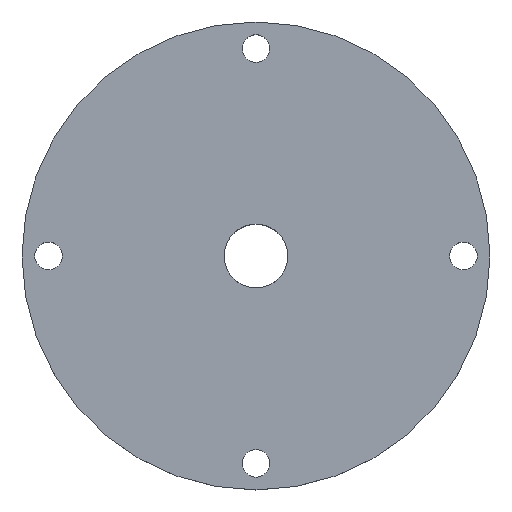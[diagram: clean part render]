
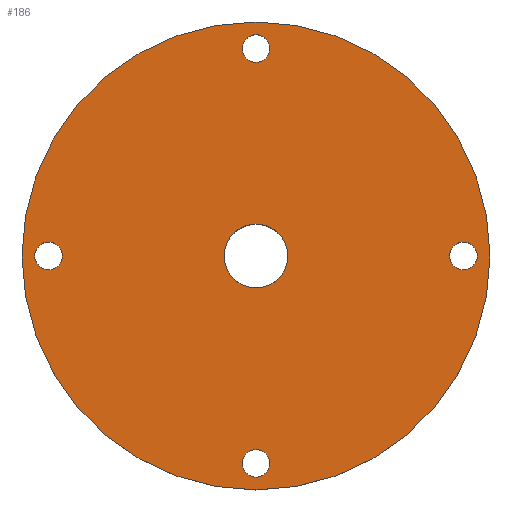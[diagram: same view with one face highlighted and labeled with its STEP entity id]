
A CAD part, top view. The second image highlights one B-rep face of the part: STEP entity #186.
In plain terms, the highlighted planar face has unit normal (0, 0, 1).
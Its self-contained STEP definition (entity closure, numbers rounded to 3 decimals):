
#10 = DIRECTION ( 'NONE',  ( 0., 0., 1. ) ) ;
#13 = ORIENTED_EDGE ( 'NONE', *, *, #69, .F. ) ;
#24 = FACE_OUTER_BOUND ( 'NONE', #303, .T. ) ;
#27 = VERTEX_POINT ( 'NONE', #483 ) ;
#32 = CIRCLE ( 'NONE', #118, 2.6 ) ;
#48 = ORIENTED_EDGE ( 'NONE', *, *, #409, .F. ) ;
#52 = DIRECTION ( 'NONE',  ( 1., 0., 0. ) ) ;
#66 = AXIS2_PLACEMENT_3D ( 'NONE', #453, #552, #129 ) ;
#69 = EDGE_CURVE ( 'NONE', #791, #987, #809, .T. ) ;
#78 = DIRECTION ( 'NONE',  ( 0., 0., 1. ) ) ;
#81 = DIRECTION ( 'NONE',  ( 1., 0., 0. ) ) ;
#95 = CIRCLE ( 'NONE', #400, 2.6 ) ;
#101 = DIRECTION ( 'NONE',  ( 0., 0., 1. ) ) ;
#105 = ORIENTED_EDGE ( 'NONE', *, *, #197, .F. ) ;
#108 = EDGE_LOOP ( 'NONE', ( #105, #368 ) ) ;
#115 = AXIS2_PLACEMENT_3D ( 'NONE', #406, #243, #752 ) ;
#118 = AXIS2_PLACEMENT_3D ( 'NONE', #925, #10, #124 ) ;
#124 = DIRECTION ( 'NONE',  ( 1., 0., 0. ) ) ;
#129 = DIRECTION ( 'NONE',  ( 1., 0., 0. ) ) ;
#141 = CARTESIAN_POINT ( 'NONE',  ( 44., 0., 4. ) ) ;
#142 = DIRECTION ( 'NONE',  ( 0., 0., 1. ) ) ;
#172 = VERTEX_POINT ( 'NONE', #178 ) ;
#173 = DIRECTION ( 'NONE',  ( 0., 0., 1. ) ) ;
#174 = EDGE_CURVE ( 'NONE', #828, #460, #349, .T. ) ;
#175 = DIRECTION ( 'NONE',  ( 1., 0., 0. ) ) ;
#178 = CARTESIAN_POINT ( 'NONE',  ( -2.6, -39., 4. ) ) ;
#183 = CARTESIAN_POINT ( 'NONE',  ( 6., 0., 4. ) ) ;
#186 = ADVANCED_FACE ( 'NONE', ( #261, #500, #24, #977, #659, #994 ), #495, .T. ) ;
#194 = DIRECTION ( 'NONE',  ( 0., 0., 1. ) ) ;
#197 = EDGE_CURVE ( 'NONE', #460, #828, #492, .T. ) ;
#200 = EDGE_LOOP ( 'NONE', ( #295, #258 ) ) ;
#213 = CIRCLE ( 'NONE', #812, 2.6 ) ;
#222 = ORIENTED_EDGE ( 'NONE', *, *, #285, .T. ) ;
#234 = CARTESIAN_POINT ( 'NONE',  ( 39., 0., 4. ) ) ;
#243 = DIRECTION ( 'NONE',  ( 0., 0., 1. ) ) ;
#253 = CIRCLE ( 'NONE', #1030, 2.6 ) ;
#257 = CARTESIAN_POINT ( 'NONE',  ( -2.6, 39., 4. ) ) ;
#258 = ORIENTED_EDGE ( 'NONE', *, *, #857, .F. ) ;
#261 = FACE_BOUND ( 'NONE', #200, .T. ) ;
#276 = EDGE_CURVE ( 'NONE', #1014, #455, #95, .T. ) ;
#282 = CARTESIAN_POINT ( 'NONE',  ( 2.6, 39., 4. ) ) ;
#285 = EDGE_CURVE ( 'NONE', #478, #27, #1006, .T. ) ;
#294 = ORIENTED_EDGE ( 'NONE', *, *, #815, .F. ) ;
#295 = ORIENTED_EDGE ( 'NONE', *, *, #583, .F. ) ;
#296 = CIRCLE ( 'NONE', #893, 44. ) ;
#303 = EDGE_LOOP ( 'NONE', ( #851, #222 ) ) ;
#305 = DIRECTION ( 'NONE',  ( 0., 0., 1. ) ) ;
#307 = DIRECTION ( 'NONE',  ( 1., 0., 0. ) ) ;
#308 = EDGE_LOOP ( 'NONE', ( #374, #294 ) ) ;
#314 = AXIS2_PLACEMENT_3D ( 'NONE', #384, #305, #52 ) ;
#323 = CARTESIAN_POINT ( 'NONE',  ( 0., 0., 4. ) ) ;
#331 = CARTESIAN_POINT ( 'NONE',  ( 0., 39., 4. ) ) ;
#349 = CIRCLE ( 'NONE', #522, 6. ) ;
#353 = CIRCLE ( 'NONE', #66, 2.6 ) ;
#368 = ORIENTED_EDGE ( 'NONE', *, *, #174, .F. ) ;
#374 = ORIENTED_EDGE ( 'NONE', *, *, #796, .F. ) ;
#384 = CARTESIAN_POINT ( 'NONE',  ( -39., 0., 4. ) ) ;
#385 = CARTESIAN_POINT ( 'NONE',  ( 0., -39., 4. ) ) ;
#400 = AXIS2_PLACEMENT_3D ( 'NONE', #891, #910, #985 ) ;
#406 = CARTESIAN_POINT ( 'NONE',  ( 0., 0., 4. ) ) ;
#409 = EDGE_CURVE ( 'NONE', #455, #1014, #641, .T. ) ;
#436 = VERTEX_POINT ( 'NONE', #456 ) ;
#446 = CARTESIAN_POINT ( 'NONE',  ( 0., 0., 4. ) ) ;
#453 = CARTESIAN_POINT ( 'NONE',  ( 39., 0., 4. ) ) ;
#455 = VERTEX_POINT ( 'NONE', #619 ) ;
#456 = CARTESIAN_POINT ( 'NONE',  ( 2.6, -39., 4. ) ) ;
#460 = VERTEX_POINT ( 'NONE', #872 ) ;
#478 = VERTEX_POINT ( 'NONE', #141 ) ;
#483 = CARTESIAN_POINT ( 'NONE',  ( -44., 0., 4. ) ) ;
#492 = CIRCLE ( 'NONE', #115, 6. ) ;
#495 = PLANE ( 'NONE',  #940 ) ;
#500 = FACE_BOUND ( 'NONE', #108, .T. ) ;
#518 = ORIENTED_EDGE ( 'NONE', *, *, #276, .F. ) ;
#522 = AXIS2_PLACEMENT_3D ( 'NONE', #670, #101, #989 ) ;
#529 = CARTESIAN_POINT ( 'NONE',  ( 36.4, 0., 4. ) ) ;
#552 = DIRECTION ( 'NONE',  ( 0., 0., 1. ) ) ;
#583 = EDGE_CURVE ( 'NONE', #172, #436, #702, .T. ) ;
#619 = CARTESIAN_POINT ( 'NONE',  ( -41.6, 0., 4. ) ) ;
#641 = CIRCLE ( 'NONE', #314, 2.6 ) ;
#659 = FACE_BOUND ( 'NONE', #927, .T. ) ;
#670 = CARTESIAN_POINT ( 'NONE',  ( 0., 0., 4. ) ) ;
#674 = CARTESIAN_POINT ( 'NONE',  ( -36.4, 0., 4. ) ) ;
#702 = CIRCLE ( 'NONE', #740, 2.6 ) ;
#705 = VERTEX_POINT ( 'NONE', #257 ) ;
#724 = AXIS2_PLACEMENT_3D ( 'NONE', #814, #173, #829 ) ;
#737 = VERTEX_POINT ( 'NONE', #282 ) ;
#738 = DIRECTION ( 'NONE',  ( 0., 0., 1. ) ) ;
#740 = AXIS2_PLACEMENT_3D ( 'NONE', #888, #78, #902 ) ;
#752 = DIRECTION ( 'NONE',  ( 1., 0., 0. ) ) ;
#788 = DIRECTION ( 'NONE',  ( 0., 0., 1. ) ) ;
#791 = VERTEX_POINT ( 'NONE', #529 ) ;
#794 = DIRECTION ( 'NONE',  ( 1., 0., 0. ) ) ;
#796 = EDGE_CURVE ( 'NONE', #705, #737, #32, .T. ) ;
#809 = CIRCLE ( 'NONE', #1024, 2.6 ) ;
#812 = AXIS2_PLACEMENT_3D ( 'NONE', #385, #142, #794 ) ;
#814 = CARTESIAN_POINT ( 'NONE',  ( 0., 0., 4. ) ) ;
#815 = EDGE_CURVE ( 'NONE', #737, #705, #253, .T. ) ;
#828 = VERTEX_POINT ( 'NONE', #183 ) ;
#829 = DIRECTION ( 'NONE',  ( 1., 0., 0. ) ) ;
#832 = EDGE_LOOP ( 'NONE', ( #48, #518 ) ) ;
#845 = DIRECTION ( 'NONE',  ( 1., 0., 0. ) ) ;
#851 = ORIENTED_EDGE ( 'NONE', *, *, #1026, .T. ) ;
#857 = EDGE_CURVE ( 'NONE', #436, #172, #213, .T. ) ;
#872 = CARTESIAN_POINT ( 'NONE',  ( -6., 0., 4. ) ) ;
#888 = CARTESIAN_POINT ( 'NONE',  ( 0., -39., 4. ) ) ;
#891 = CARTESIAN_POINT ( 'NONE',  ( -39., 0., 4. ) ) ;
#893 = AXIS2_PLACEMENT_3D ( 'NONE', #446, #194, #845 ) ;
#895 = EDGE_CURVE ( 'NONE', #987, #791, #353, .T. ) ;
#902 = DIRECTION ( 'NONE',  ( 1., 0., 0. ) ) ;
#910 = DIRECTION ( 'NONE',  ( 0., 0., 1. ) ) ;
#911 = DIRECTION ( 'NONE',  ( 0., 0., 1. ) ) ;
#925 = CARTESIAN_POINT ( 'NONE',  ( 0., 39., 4. ) ) ;
#927 = EDGE_LOOP ( 'NONE', ( #13, #993 ) ) ;
#940 = AXIS2_PLACEMENT_3D ( 'NONE', #323, #738, #81 ) ;
#977 = FACE_BOUND ( 'NONE', #308, .T. ) ;
#985 = DIRECTION ( 'NONE',  ( 1., 0., 0. ) ) ;
#987 = VERTEX_POINT ( 'NONE', #1048 ) ;
#989 = DIRECTION ( 'NONE',  ( 1., 0., 0. ) ) ;
#993 = ORIENTED_EDGE ( 'NONE', *, *, #895, .F. ) ;
#994 = FACE_BOUND ( 'NONE', #832, .T. ) ;
#1006 = CIRCLE ( 'NONE', #724, 44. ) ;
#1014 = VERTEX_POINT ( 'NONE', #674 ) ;
#1024 = AXIS2_PLACEMENT_3D ( 'NONE', #234, #788, #307 ) ;
#1026 = EDGE_CURVE ( 'NONE', #27, #478, #296, .T. ) ;
#1030 = AXIS2_PLACEMENT_3D ( 'NONE', #331, #911, #175 ) ;
#1048 = CARTESIAN_POINT ( 'NONE',  ( 41.6, 0., 4. ) ) ;
